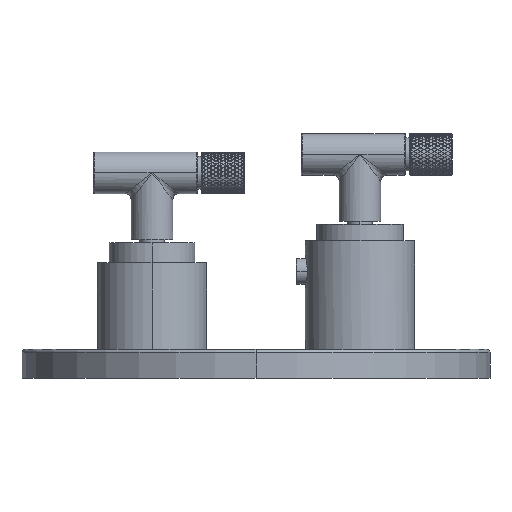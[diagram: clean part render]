
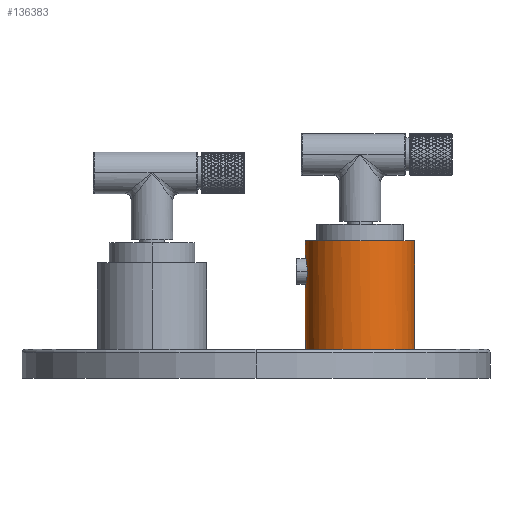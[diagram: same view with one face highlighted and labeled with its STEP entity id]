
A CAD part, left-side view. The second image highlights one B-rep face of the part: STEP entity #136383.
In plain terms, the highlighted cylindrical face has radius 21 mm (diameter 42 mm), a partial arc.
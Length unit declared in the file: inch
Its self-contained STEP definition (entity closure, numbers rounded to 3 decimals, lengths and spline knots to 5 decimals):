
#35169=CARTESIAN_POINT('',(0.,0.,0.438));
#35170=DIRECTION('',(0.,0.,-1.));
#35171=DIRECTION('',(1.,0.,0.));
#35172=AXIS2_PLACEMENT_3D('',#35169,#35170,#35171);
#35174=CARTESIAN_POINT('',(0.,0.82677,1.85748));
#35175=CARTESIAN_POINT('',(-0.00885,0.82677,
1.85748));
#35176=CARTESIAN_POINT('',(-0.02648,0.82649,
1.85622));
#35177=CARTESIAN_POINT('',(-0.05278,0.82522,
1.85054));
#35178=CARTESIAN_POINT('',(-0.07868,0.82315,
1.84097));
#35179=CARTESIAN_POINT('',(-0.10386,0.82035,
1.82736));
#35180=CARTESIAN_POINT('',(-0.12784,0.81694,
1.80968));
#35181=CARTESIAN_POINT('',(-0.15004,0.81314,
1.78795));
#35182=CARTESIAN_POINT('',(-0.16979,0.80922,
1.76243));
#35183=CARTESIAN_POINT('',(-0.18639,0.80553,
1.73362));
#35184=CARTESIAN_POINT('',(-0.19927,0.80242,
1.70224));
#35185=CARTESIAN_POINT('',(-0.20804,0.80018,
1.66904));
#35186=CARTESIAN_POINT('',(-0.21247,0.79901,
1.63479));
#35187=CARTESIAN_POINT('',(-0.21247,0.79901,
1.60018));
#35188=CARTESIAN_POINT('',(-0.20804,0.80018,
1.56592));
#35189=CARTESIAN_POINT('',(-0.19927,0.80242,
1.53272));
#35190=CARTESIAN_POINT('',(-0.18639,0.80553,
1.50135));
#35191=CARTESIAN_POINT('',(-0.16979,0.80922,
1.47254));
#35192=CARTESIAN_POINT('',(-0.15004,0.81314,
1.44702));
#35193=CARTESIAN_POINT('',(-0.12784,0.81694,
1.42528));
#35194=CARTESIAN_POINT('',(-0.10386,0.82035,
1.4076));
#35195=CARTESIAN_POINT('',(-0.07868,0.82315,
1.39399));
#35196=CARTESIAN_POINT('',(-0.05279,0.82522,
1.38442));
#35197=CARTESIAN_POINT('',(-0.02648,0.82649,
1.37874));
#35198=CARTESIAN_POINT('',(-0.00885,0.82677,
1.37748));
#35199=CARTESIAN_POINT('',(0.,0.82677,1.37748));
#35201=DIRECTION('',(0.,0.,1.));
#35202=VECTOR('',#35201,0.224);
#35203=CARTESIAN_POINT('',(0.,0.82677,1.85748));
#35204=LINE('',#35203,#35202);
#35205=DIRECTION('',(0.,0.,1.));
#35206=VECTOR('',#35205,0.13948);
#35207=CARTESIAN_POINT('',(0.82677,0.,0.438));
#35208=LINE('',#35207,#35206);
#35213=DIRECTION('',(0.,0.,-1.));
#35214=VECTOR('',#35213,0.10918);
#35215=CARTESIAN_POINT('',(-0.02953,0.82624,
0.54718));
#35216=LINE('',#35215,#35214);
#35217=CARTESIAN_POINT('',(0.,0.,0.57748));
#35218=DIRECTION('',(0.,0.,-1.));
#35219=DIRECTION('',(1.,0.,0.));
#35220=AXIS2_PLACEMENT_3D('',#35217,#35218,#35219);
#35222=DIRECTION('',(0.,0.,1.));
#35223=VECTOR('',#35222,1.504);
#35224=CARTESIAN_POINT('',(0.,-0.82677,0.57748));
#35225=LINE('',#35224,#35223);
#35226=CARTESIAN_POINT('',(0.,0.82677,1.37748));
#35251=CARTESIAN_POINT('',(0.,0.82677,1.85748));
#35253=DIRECTION('',(0.,0.,-1.));
#35254=VECTOR('',#35253,0.80026);
#35255=CARTESIAN_POINT('',(0.,0.82677,1.37748));
#35256=LINE('',#35255,#35254);
#35262=CARTESIAN_POINT('',(0.,0.,2.08148));
#35263=DIRECTION('',(0.,0.,1.));
#35264=DIRECTION('',(0.,1.,0.));
#35265=AXIS2_PLACEMENT_3D('',#35262,#35263,#35264);
#66968=CARTESIAN_POINT('',(0.,0.82677,
0.57722));
#66969=CARTESIAN_POINT('',(-0.00221,0.82677,
0.57722));
#66970=CARTESIAN_POINT('',(-0.00649,0.82675,
0.57666));
#66971=CARTESIAN_POINT('',(-0.01273,0.82668,
0.57451));
#66972=CARTESIAN_POINT('',(-0.01817,0.82658,
0.5711));
#66973=CARTESIAN_POINT('',(-0.02257,0.82647,
0.56681));
#66974=CARTESIAN_POINT('',(-0.02568,0.82637,
0.56229));
#66975=CARTESIAN_POINT('',(-0.02786,0.8263,
0.55756));
#66976=CARTESIAN_POINT('',(-0.0292,0.82626,
0.55255));
#66977=CARTESIAN_POINT('',(-0.02953,0.82624,
0.549));
#66978=CARTESIAN_POINT('',(-0.02953,0.82624,
0.54718));
#67698=CARTESIAN_POINT('',(0.,0.82677,2.08148));
#67699=CARTESIAN_POINT('',(0.,-0.82677,2.08148));
#67700=VERTEX_POINT('',#67698);
#67701=VERTEX_POINT('',#67699);
#67702=VERTEX_POINT('',#35226);
#67703=VERTEX_POINT('',#35251);
#67712=CARTESIAN_POINT('',(-0.02953,0.82624,
0.54718));
#67714=VERTEX_POINT('',#67712);
#67716=CARTESIAN_POINT('',(0.82677,0.,
0.57748));
#67717=CARTESIAN_POINT('',(0.,-0.82677,0.57748));
#67718=VERTEX_POINT('',#67716);
#67719=VERTEX_POINT('',#67717);
#67720=CARTESIAN_POINT('',(0.,0.82677,
0.57722));
#67721=VERTEX_POINT('',#67720);
#67731=CARTESIAN_POINT('',(0.82677,0.,0.438));
#67733=VERTEX_POINT('',#67731);
#67734=CARTESIAN_POINT('',(-0.02953,0.82624,0.438));
#67735=VERTEX_POINT('',#67734);
#136357=CARTESIAN_POINT('',(0.,0.,2.39648));
#136358=DIRECTION('',(0.,0.,-1.));
#136359=DIRECTION('',(0.,-1.,0.));
#136360=AXIS2_PLACEMENT_3D('',#136357,#136358,#136359);
#136361=CYLINDRICAL_SURFACE('',#136360,0.82677);
#136362=ORIENTED_EDGE('',*,*,#73165,.T.);
#136364=ORIENTED_EDGE('',*,*,#136363,.F.);
#136366=ORIENTED_EDGE('',*,*,#136365,.F.);
#136368=ORIENTED_EDGE('',*,*,#136367,.F.);
#136370=ORIENTED_EDGE('',*,*,#136369,.F.);
#136372=ORIENTED_EDGE('',*,*,#136371,.T.);
#136374=ORIENTED_EDGE('',*,*,#136373,.T.);
#136376=ORIENTED_EDGE('',*,*,#136375,.F.);
#136378=ORIENTED_EDGE('',*,*,#136377,.F.);
#136380=ORIENTED_EDGE('',*,*,#136379,.F.);
#136381=EDGE_LOOP('',(#136362,#136364,#136366,#136368,#136370,#136372,#136374,
#136376,#136378,#136380));
#136382=FACE_OUTER_BOUND('',#136381,.F.);
#136383=ADVANCED_FACE('',(#136382),#136361,.T.);
#35173=CIRCLE('',#35172,0.82677);
#35200=B_SPLINE_CURVE_WITH_KNOTS('',3,(#35174,#35175,#35176,#35177,#35178,
#35179,#35180,#35181,#35182,#35183,#35184,#35185,#35186,#35187,#35188,#35189,
#35190,#35191,#35192,#35193,#35194,#35195,#35196,#35197,#35198,#35199),
.UNSPECIFIED.,.F.,.F.,(4,1,1,1,1,1,1,1,1,1,1,1,1,1,1,1,1,1,1,1,1,1,1,4),(0.,
0.04348,0.08696,0.13043,0.17391,
0.21739,0.26087,0.30435,0.34783,
0.3913,0.43478,0.47826,0.52174,
0.56522,0.6087,0.65217,0.69565,
0.73913,0.78261,0.82609,0.86957,
0.91304,0.95652,1.),.UNSPECIFIED.);
#35221=CIRCLE('',#35220,0.82677);
#35266=CIRCLE('',#35265,0.82677);
#66979=B_SPLINE_CURVE_WITH_KNOTS('',3,(#66968,#66969,#66970,#66971,#66972,
#66973,#66974,#66975,#66976,#66977,#66978),.UNSPECIFIED.,.F.,.F.,(4,1,1,1,1,1,1,
1,4),(0.,0.125,0.25,0.375,0.5,0.625,0.75,0.875,1.),
.UNSPECIFIED.);
#73165=EDGE_CURVE('',#67733,#67735,#35173,.T.);
#136363=EDGE_CURVE('',#67714,#67735,#35216,.T.);
#136365=EDGE_CURVE('',#67721,#67714,#66979,.T.);
#136367=EDGE_CURVE('',#67702,#67721,#35256,.T.);
#136369=EDGE_CURVE('',#67703,#67702,#35200,.T.);
#136371=EDGE_CURVE('',#67703,#67700,#35204,.T.);
#136373=EDGE_CURVE('',#67700,#67701,#35266,.T.);
#136375=EDGE_CURVE('',#67719,#67701,#35225,.T.);
#136377=EDGE_CURVE('',#67718,#67719,#35221,.T.);
#136379=EDGE_CURVE('',#67733,#67718,#35208,.T.);
